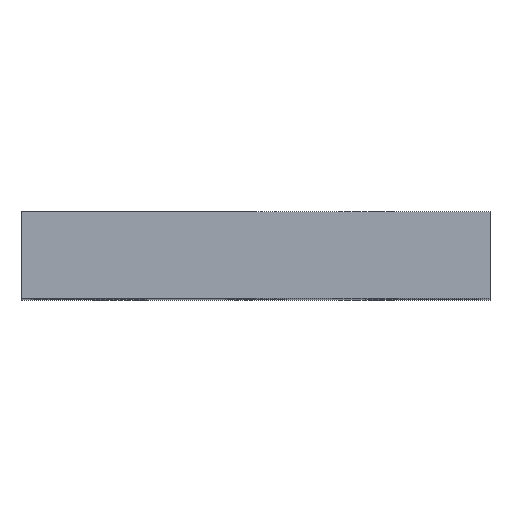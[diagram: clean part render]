
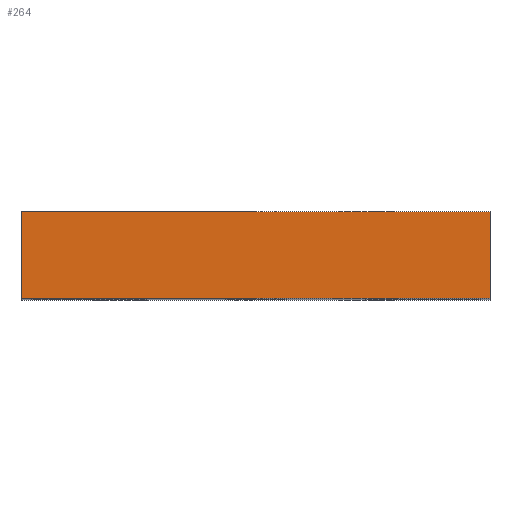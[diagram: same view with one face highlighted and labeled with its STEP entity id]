
A CAD part, top view. The second image highlights one B-rep face of the part: STEP entity #264.
In plain terms, the highlighted planar face has unit normal (0, 0, 1).
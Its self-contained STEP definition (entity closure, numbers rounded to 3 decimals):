
#38 = VERTEX_POINT ( 'NONE', #67 ) ;
#67 = CARTESIAN_POINT ( 'NONE',  ( 19., -7., 45. ) ) ;
#79 = EDGE_LOOP ( 'NONE', ( #1026, #918, #335, #310 ) ) ;
#95 = FACE_OUTER_BOUND ( 'NONE', #79, .T. ) ;
#96 = DIRECTION ( 'NONE',  ( 1., 0., 0. ) ) ;
#141 = VECTOR ( 'NONE', #798, 1000. ) ;
#161 = AXIS2_PLACEMENT_3D ( 'NONE', #359, #271, #624 ) ;
#182 = LINE ( 'NONE', #273, #836 ) ;
#231 = LINE ( 'NONE', #1029, #948 ) ;
#264 = ADVANCED_FACE ( 'NONE', ( #95 ), #1064, .T. ) ;
#271 = DIRECTION ( 'NONE',  ( 0., 0., 1. ) ) ;
#273 = CARTESIAN_POINT ( 'NONE',  ( 19., 0., 45. ) ) ;
#310 = ORIENTED_EDGE ( 'NONE', *, *, #443, .T. ) ;
#335 = ORIENTED_EDGE ( 'NONE', *, *, #1071, .T. ) ;
#359 = CARTESIAN_POINT ( 'NONE',  ( 19., -7., 45. ) ) ;
#406 = VERTEX_POINT ( 'NONE', #573 ) ;
#410 = CARTESIAN_POINT ( 'NONE',  ( 19., -7., 45. ) ) ;
#416 = CARTESIAN_POINT ( 'NONE',  ( 19., 0., 45. ) ) ;
#443 = EDGE_CURVE ( 'NONE', #38, #848, #750, .T. ) ;
#449 = LINE ( 'NONE', #785, #141 ) ;
#573 = CARTESIAN_POINT ( 'NONE',  ( -19., -7., 45. ) ) ;
#577 = VECTOR ( 'NONE', #665, 1000. ) ;
#624 = DIRECTION ( 'NONE',  ( 1., 0., 0. ) ) ;
#665 = DIRECTION ( 'NONE',  ( 0., 1., 0. ) ) ;
#750 = LINE ( 'NONE', #410, #577 ) ;
#785 = CARTESIAN_POINT ( 'NONE',  ( 19., -7., 45. ) ) ;
#798 = DIRECTION ( 'NONE',  ( 1., 0., 0. ) ) ;
#836 = VECTOR ( 'NONE', #96, 1000. ) ;
#848 = VERTEX_POINT ( 'NONE', #416 ) ;
#900 = VERTEX_POINT ( 'NONE', #1015 ) ;
#902 = EDGE_CURVE ( 'NONE', #406, #900, #231, .T. ) ;
#918 = ORIENTED_EDGE ( 'NONE', *, *, #902, .F. ) ;
#946 = DIRECTION ( 'NONE',  ( 0., 1., 0. ) ) ;
#948 = VECTOR ( 'NONE', #946, 1000. ) ;
#1015 = CARTESIAN_POINT ( 'NONE',  ( -19., 0., 45. ) ) ;
#1026 = ORIENTED_EDGE ( 'NONE', *, *, #1058, .F. ) ;
#1029 = CARTESIAN_POINT ( 'NONE',  ( -19., -7., 45. ) ) ;
#1058 = EDGE_CURVE ( 'NONE', #900, #848, #182, .T. ) ;
#1064 = PLANE ( 'NONE',  #161 ) ;
#1071 = EDGE_CURVE ( 'NONE', #406, #38, #449, .T. ) ;
